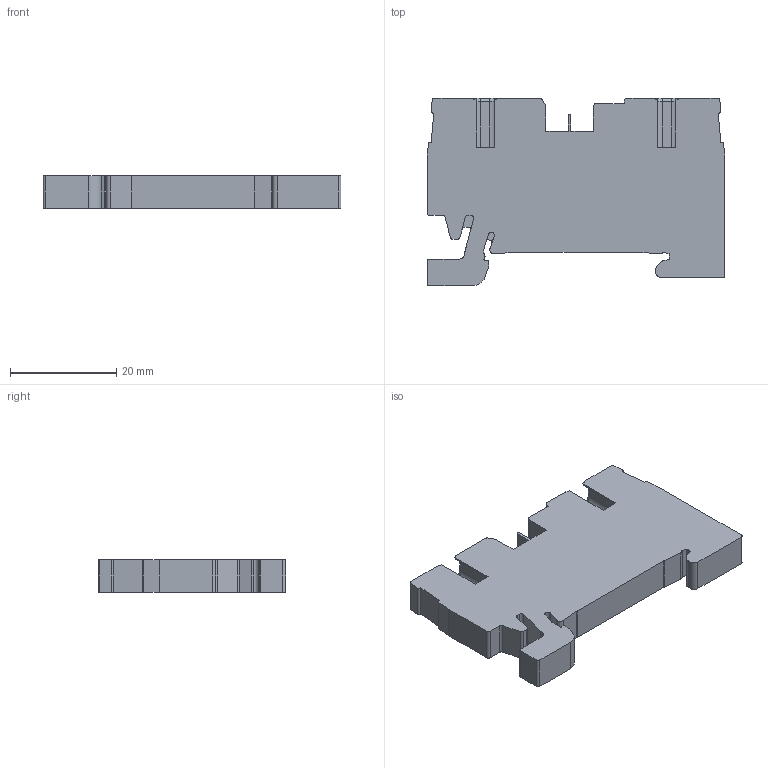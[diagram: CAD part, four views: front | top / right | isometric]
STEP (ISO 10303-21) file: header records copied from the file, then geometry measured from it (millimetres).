
FILE_DESCRIPTION((''),'2;1');
FILE_NAME('27012_PRK4_2A','2019-07-18T',('Christian Carl'),(''),'CREO PARAMETRIC BY PTC INC, 2016380','CREO PARAMETRIC BY PTC INC, 2016380','');
FILE_SCHEMA(('CONFIG_CONTROL_DESIGN'));
Length unit declared in the file: millimetre
Products named in the file (1): 27012_PRK4_2A
Bounding box: 56 x 35.2 x 6.1 mm (x, y, z)
Volume: 8209.5 mm3; surface area: 5973.6 mm2
Topology: 1 solids, 1 shells, 209 faces, 601 edges, 398 vertices
Faces by surface type: plane 134, cylinder 67, cone 8
Entity records: 6904 total; most frequent: CARTESIAN_POINT 1251, ORIENTED_EDGE 1202, DIRECTION 1159, EDGE_CURVE 601, VECTOR 445, LINE 445, VERTEX_POINT 398, AXIS2_PLACEMENT_3D 357
